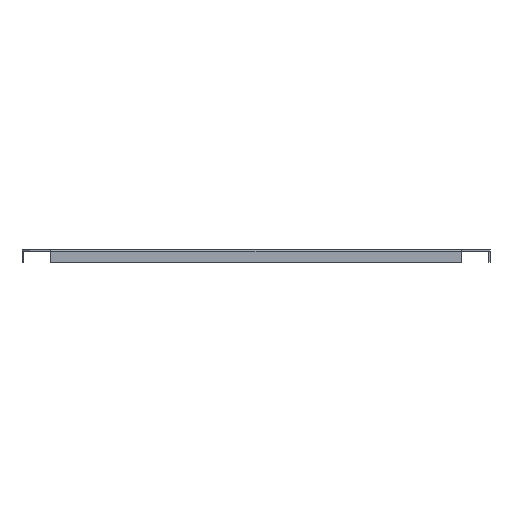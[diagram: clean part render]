
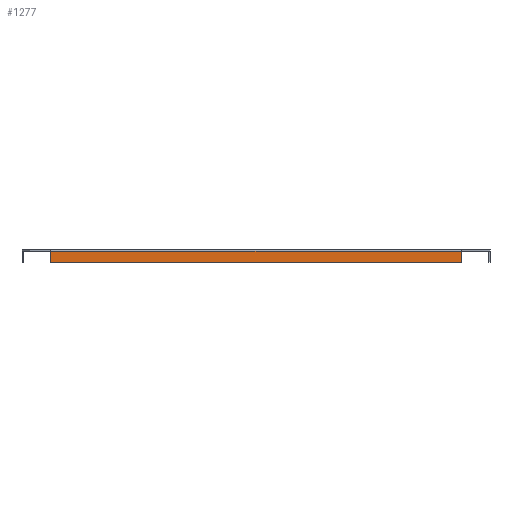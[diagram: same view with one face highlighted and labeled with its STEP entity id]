
A CAD part, front view. The second image highlights one B-rep face of the part: STEP entity #1277.
In plain terms, the highlighted planar face has unit normal (0, -1, 0).
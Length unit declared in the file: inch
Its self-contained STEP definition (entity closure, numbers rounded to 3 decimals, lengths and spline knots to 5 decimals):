
#87=FACE_OUTER_BOUND('',#153,.T.);
#153=EDGE_LOOP('',(#859,#860,#861,#862));
#243=LINE('',#1797,#395);
#244=LINE('',#1799,#396);
#245=LINE('',#1801,#397);
#246=LINE('',#1802,#398);
#395=VECTOR('',#1447,24.764);
#396=VECTOR('',#1448,0.66465);
#397=VECTOR('',#1449,24.764);
#398=VECTOR('',#1450,0.66465);
#547=VERTEX_POINT('',#1795);
#548=VERTEX_POINT('',#1796);
#549=VERTEX_POINT('',#1798);
#550=VERTEX_POINT('',#1800);
#675=EDGE_CURVE('',#547,#548,#243,.T.);
#676=EDGE_CURVE('',#547,#549,#244,.T.);
#677=EDGE_CURVE('',#550,#549,#245,.T.);
#678=EDGE_CURVE('',#550,#548,#246,.T.);
#859=ORIENTED_EDGE('',*,*,#675,.F.);
#860=ORIENTED_EDGE('',*,*,#676,.T.);
#861=ORIENTED_EDGE('',*,*,#677,.F.);
#862=ORIENTED_EDGE('',*,*,#678,.T.);
#1227=PLANE('',#1345);
#1277=ADVANCED_FACE('',(#87),#1227,.T.);
#1345=AXIS2_PLACEMENT_3D('',#1794,#1445,#1446);
#1445=DIRECTION('center_axis',(0.,-1.,0.));
#1446=DIRECTION('ref_axis',(0.,0.,-1.));
#1447=DIRECTION('',(1.,0.,0.));
#1448=DIRECTION('',(0.,0.,-1.));
#1449=DIRECTION('',(-1.,0.,0.));
#1450=DIRECTION('',(0.,0.,1.));
#1794=CARTESIAN_POINT('Origin',(26.482,0.,0.09375));
#1795=CARTESIAN_POINT('',(1.718,0.,-0.0156));
#1796=CARTESIAN_POINT('',(26.482,0.,-0.0156));
#1797=CARTESIAN_POINT('',(26.482,0.,-0.0156));
#1798=CARTESIAN_POINT('',(1.718,0.,-0.68025));
#1799=CARTESIAN_POINT('',(1.718,0.,-0.68025));
#1800=CARTESIAN_POINT('',(26.482,0.,-0.68025));
#1801=CARTESIAN_POINT('',(26.482,0.,-0.68025));
#1802=CARTESIAN_POINT('',(26.482,0.,-0.68025));
